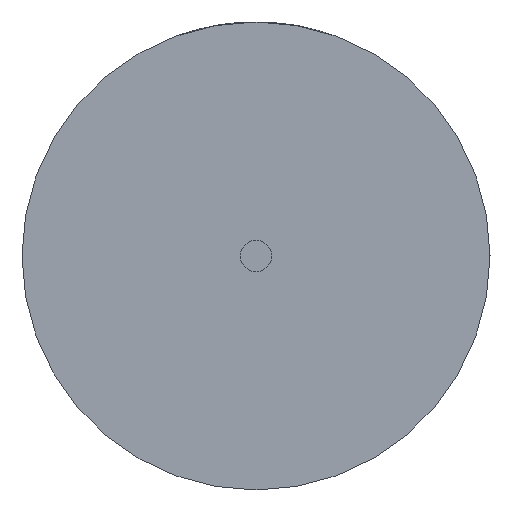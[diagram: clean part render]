
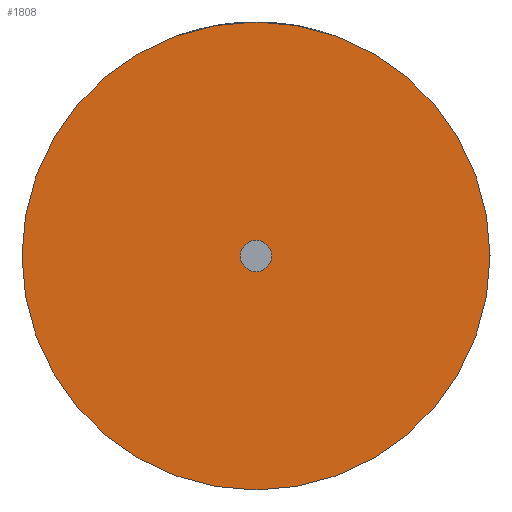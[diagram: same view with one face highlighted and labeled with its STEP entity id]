
A CAD part, left-side view. The second image highlights one B-rep face of the part: STEP entity #1808.
In plain terms, the highlighted planar face has unit normal (-1, 0, 0).
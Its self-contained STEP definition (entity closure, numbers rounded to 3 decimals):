
#30 = AXIS2_PLACEMENT_3D ( 'NONE', #2953, #2000, #2735 ) ;
#35 = DIRECTION ( 'NONE',  ( -1., 0., 0. ) ) ;
#65 = AXIS2_PLACEMENT_3D ( 'NONE', #1624, #591, #1088 ) ;
#566 = DIRECTION ( 'NONE',  ( 0., 0., 1. ) ) ;
#568 = AXIS2_PLACEMENT_3D ( 'NONE', #2088, #1560, #2849 ) ;
#591 = DIRECTION ( 'NONE',  ( -1., 0., 0. ) ) ;
#628 = ORIENTED_EDGE ( 'NONE', *, *, #1323, .F. ) ;
#690 = CARTESIAN_POINT ( 'NONE',  ( -0.005, 0., -6. ) ) ;
#708 = CIRCLE ( 'NONE', #2060, 6. ) ;
#737 = CARTESIAN_POINT ( 'NONE',  ( -0.005, 0., 0.4 ) ) ;
#820 = CARTESIAN_POINT ( 'NONE',  ( -0.005, 0., 0. ) ) ;
#919 = VERTEX_POINT ( 'NONE', #737 ) ;
#1026 = AXIS2_PLACEMENT_3D ( 'NONE', #2822, #1606, #1096 ) ;
#1054 = EDGE_CURVE ( 'NONE', #2277, #1191, #1171, .T. ) ;
#1070 = CARTESIAN_POINT ( 'NONE',  ( -0.005, 0., -0.4 ) ) ;
#1088 = DIRECTION ( 'NONE',  ( 0., 0., 1. ) ) ;
#1096 = DIRECTION ( 'NONE',  ( 0., 0., 1. ) ) ;
#1171 = CIRCLE ( 'NONE', #568, 6. ) ;
#1191 = VERTEX_POINT ( 'NONE', #2138 ) ;
#1323 = EDGE_CURVE ( 'NONE', #3056, #919, #1874, .T. ) ;
#1476 = CIRCLE ( 'NONE', #1026, 0.4 ) ;
#1560 = DIRECTION ( 'NONE',  ( -1., 0., 0. ) ) ;
#1606 = DIRECTION ( 'NONE',  ( -1., 0., 0. ) ) ;
#1624 = CARTESIAN_POINT ( 'NONE',  ( -0.005, 0., 0. ) ) ;
#1808 = ADVANCED_FACE ( 'NONE', ( #2471, #2870 ), #1947, .T. ) ;
#1858 = EDGE_LOOP ( 'NONE', ( #628, #2907 ) ) ;
#1874 = CIRCLE ( 'NONE', #65, 0.4 ) ;
#1947 = PLANE ( 'NONE',  #30 ) ;
#2000 = DIRECTION ( 'NONE',  ( -1., 0., 0. ) ) ;
#2060 = AXIS2_PLACEMENT_3D ( 'NONE', #820, #35, #566 ) ;
#2088 = CARTESIAN_POINT ( 'NONE',  ( -0.005, 0., 0. ) ) ;
#2138 = CARTESIAN_POINT ( 'NONE',  ( -0.005, 0., 6. ) ) ;
#2277 = VERTEX_POINT ( 'NONE', #690 ) ;
#2328 = EDGE_LOOP ( 'NONE', ( #2341, #2941 ) ) ;
#2341 = ORIENTED_EDGE ( 'NONE', *, *, #1054, .T. ) ;
#2453 = EDGE_CURVE ( 'NONE', #919, #3056, #1476, .T. ) ;
#2471 = FACE_OUTER_BOUND ( 'NONE', #2328, .T. ) ;
#2735 = DIRECTION ( 'NONE',  ( 0., 0., 1. ) ) ;
#2822 = CARTESIAN_POINT ( 'NONE',  ( -0.005, 0., 0. ) ) ;
#2849 = DIRECTION ( 'NONE',  ( 0., 0., 1. ) ) ;
#2870 = FACE_BOUND ( 'NONE', #1858, .T. ) ;
#2907 = ORIENTED_EDGE ( 'NONE', *, *, #2453, .F. ) ;
#2941 = ORIENTED_EDGE ( 'NONE', *, *, #3015, .T. ) ;
#2953 = CARTESIAN_POINT ( 'NONE',  ( -0.005, 0., 0. ) ) ;
#3015 = EDGE_CURVE ( 'NONE', #1191, #2277, #708, .T. ) ;
#3056 = VERTEX_POINT ( 'NONE', #1070 ) ;
